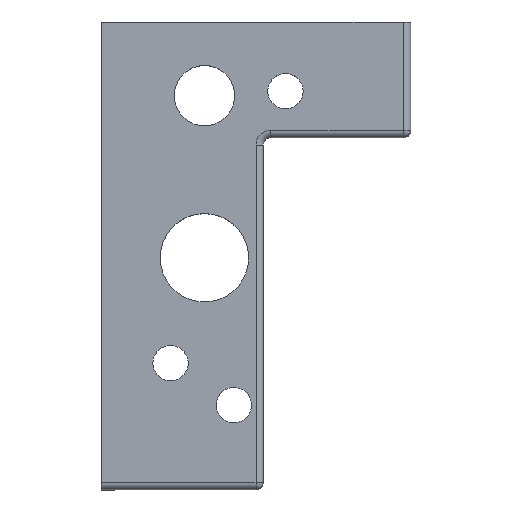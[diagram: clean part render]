
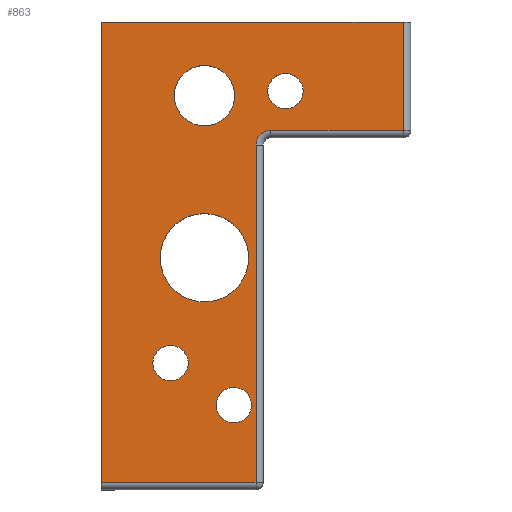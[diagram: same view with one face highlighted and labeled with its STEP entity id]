
A CAD part, top view. The second image highlights one B-rep face of the part: STEP entity #863.
In plain terms, the highlighted planar face has unit normal (0, 0, 1).
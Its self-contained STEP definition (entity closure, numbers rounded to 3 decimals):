
#28=FACE_BOUND('',#165,.T.);
#29=FACE_BOUND('',#166,.T.);
#30=FACE_BOUND('',#167,.T.);
#31=FACE_BOUND('',#168,.T.);
#32=FACE_BOUND('',#169,.T.);
#59=PLANE('',#942);
#108=FACE_OUTER_BOUND('',#164,.T.);
#164=EDGE_LOOP('',(#782,#783,#784,#785,#786,#787,#788,#789));
#165=EDGE_LOOP('',(#790));
#166=EDGE_LOOP('',(#791));
#167=EDGE_LOOP('',(#792));
#168=EDGE_LOOP('',(#793));
#169=EDGE_LOOP('',(#794));
#174=LINE('',#1201,#260);
#177=LINE('',#1212,#263);
#179=LINE('',#1224,#265);
#181=LINE('',#1234,#267);
#217=LINE('',#1330,#303);
#257=LINE('',#1430,#343);
#258=LINE('',#1431,#344);
#260=VECTOR('',#956,10.);
#263=VECTOR('',#967,10.);
#265=VECTOR('',#981,10.);
#267=VECTOR('',#993,10.);
#303=VECTOR('',#1077,10.);
#343=VECTOR('',#1181,10.);
#344=VECTOR('',#1182,10.);
#352=CIRCLE('',#879,2.);
#372=CIRCLE('',#918,4.1);
#373=CIRCLE('',#920,2.4);
#374=CIRCLE('',#922,2.4);
#375=CIRCLE('',#924,2.4);
#376=CIRCLE('',#943,6.);
#378=VERTEX_POINT('',#1198);
#379=VERTEX_POINT('',#1200);
#381=VERTEX_POINT('',#1206);
#384=VERTEX_POINT('',#1214);
#386=VERTEX_POINT('',#1220);
#388=VERTEX_POINT('',#1228);
#426=VERTEX_POINT('',#1328);
#432=VERTEX_POINT('',#1347);
#433=VERTEX_POINT('',#1350);
#434=VERTEX_POINT('',#1353);
#435=VERTEX_POINT('',#1356);
#454=VERTEX_POINT('',#1429);
#455=VERTEX_POINT('',#1432);
#457=EDGE_CURVE('',#378,#379,#174,.T.);
#463=EDGE_CURVE('',#379,#381,#177,.T.);
#466=EDGE_CURVE('',#381,#384,#352,.T.);
#469=EDGE_CURVE('',#384,#386,#179,.T.);
#474=EDGE_CURVE('',#386,#388,#181,.T.);
#522=EDGE_CURVE('',#426,#378,#217,.T.);
#530=EDGE_CURVE('',#432,#432,#372,.T.);
#531=EDGE_CURVE('',#433,#433,#373,.T.);
#532=EDGE_CURVE('',#434,#434,#374,.T.);
#533=EDGE_CURVE('',#435,#435,#375,.T.);
#569=EDGE_CURVE('',#454,#426,#257,.T.);
#570=EDGE_CURVE('',#388,#454,#258,.T.);
#571=EDGE_CURVE('',#455,#455,#376,.T.);
#782=ORIENTED_EDGE('',*,*,#457,.F.);
#783=ORIENTED_EDGE('',*,*,#522,.F.);
#784=ORIENTED_EDGE('',*,*,#569,.F.);
#785=ORIENTED_EDGE('',*,*,#570,.F.);
#786=ORIENTED_EDGE('',*,*,#474,.F.);
#787=ORIENTED_EDGE('',*,*,#469,.F.);
#788=ORIENTED_EDGE('',*,*,#466,.F.);
#789=ORIENTED_EDGE('',*,*,#463,.F.);
#790=ORIENTED_EDGE('',*,*,#531,.T.);
#791=ORIENTED_EDGE('',*,*,#532,.T.);
#792=ORIENTED_EDGE('',*,*,#533,.T.);
#793=ORIENTED_EDGE('',*,*,#571,.F.);
#794=ORIENTED_EDGE('',*,*,#530,.F.);
#863=ADVANCED_FACE('',(#108,#28,#29,#30,#31,#32),#59,.T.);
#879=AXIS2_PLACEMENT_3D('',#1218,#974,#975);
#918=AXIS2_PLACEMENT_3D('',#1348,#1096,#1097);
#920=AXIS2_PLACEMENT_3D('',#1351,#1100,#1101);
#922=AXIS2_PLACEMENT_3D('',#1354,#1104,#1105);
#924=AXIS2_PLACEMENT_3D('',#1357,#1108,#1109);
#942=AXIS2_PLACEMENT_3D('',#1428,#1179,#1180);
#943=AXIS2_PLACEMENT_3D('',#1433,#1183,#1184);
#956=DIRECTION('',(0.,-1.,0.));
#967=DIRECTION('',(-1.,0.,0.));
#974=DIRECTION('center_axis',(0.,0.,1.));
#975=DIRECTION('ref_axis',(-0.707,0.707,0.));
#981=DIRECTION('',(0.,-1.,0.));
#993=DIRECTION('',(-1.,0.,0.));
#1077=DIRECTION('',(1.,0.,0.));
#1096=DIRECTION('center_axis',(0.,0.,1.));
#1097=DIRECTION('ref_axis',(-1.,0.,0.));
#1100=DIRECTION('center_axis',(0.,0.,-1.));
#1101=DIRECTION('ref_axis',(-1.,0.,0.));
#1104=DIRECTION('center_axis',(0.,0.,-1.));
#1105=DIRECTION('ref_axis',(1.,0.,0.));
#1108=DIRECTION('center_axis',(0.,0.,-1.));
#1109=DIRECTION('ref_axis',(1.,0.,0.));
#1179=DIRECTION('center_axis',(0.,0.,1.));
#1180=DIRECTION('ref_axis',(-1.,0.,0.));
#1181=DIRECTION('',(1.,0.,0.));
#1182=DIRECTION('',(0.,1.,0.));
#1183=DIRECTION('center_axis',(0.,0.,1.));
#1184=DIRECTION('ref_axis',(-1.,0.,0.));
#1198=CARTESIAN_POINT('',(-138.,130.5,55.));
#1200=CARTESIAN_POINT('',(-138.,115.8,55.));
#1201=CARTESIAN_POINT('',(-138.,61.325,55.));
#1206=CARTESIAN_POINT('',(-156.,115.8,55.));
#1212=CARTESIAN_POINT('',(-78.5,115.8,55.));
#1214=CARTESIAN_POINT('',(-158.,113.8,55.));
#1218=CARTESIAN_POINT('Origin',(-156.,113.8,55.));
#1220=CARTESIAN_POINT('',(-158.,68.,55.));
#1224=CARTESIAN_POINT('',(-158.,65.25,55.));
#1228=CARTESIAN_POINT('',(-179.,68.,55.));
#1234=CARTESIAN_POINT('',(-78.5,68.,55.));
#1328=CARTESIAN_POINT('',(-157.,130.5,55.));
#1330=CARTESIAN_POINT('',(-157.,130.5,55.));
#1347=CARTESIAN_POINT('',(-160.9,120.5,55.));
#1348=CARTESIAN_POINT('Origin',(-165.,120.5,55.));
#1350=CARTESIAN_POINT('',(-158.6,78.5,55.));
#1351=CARTESIAN_POINT('Origin',(-161.,78.5,55.));
#1353=CARTESIAN_POINT('',(-172.,84.2,55.));
#1354=CARTESIAN_POINT('Origin',(-169.6,84.2,55.));
#1356=CARTESIAN_POINT('',(-156.4,121.1,55.));
#1357=CARTESIAN_POINT('Origin',(-154.,121.1,55.));
#1428=CARTESIAN_POINT('Origin',(0.,0.,
55.));
#1429=CARTESIAN_POINT('',(-179.,130.5,55.));
#1430=CARTESIAN_POINT('',(-179.,130.5,55.));
#1431=CARTESIAN_POINT('',(-179.,83.5,55.));
#1432=CARTESIAN_POINT('',(-159.,98.5,55.));
#1433=CARTESIAN_POINT('Origin',(-165.,98.5,55.));
